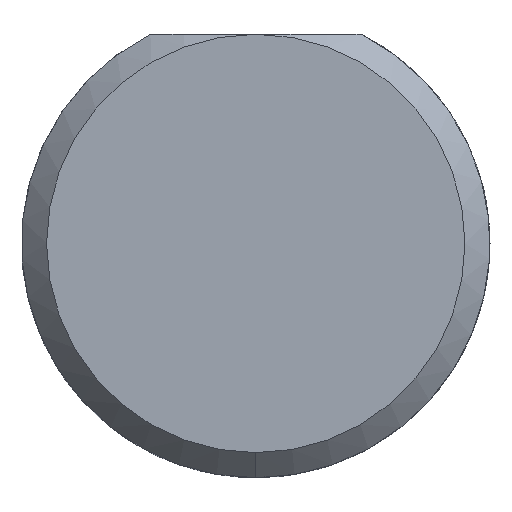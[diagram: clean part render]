
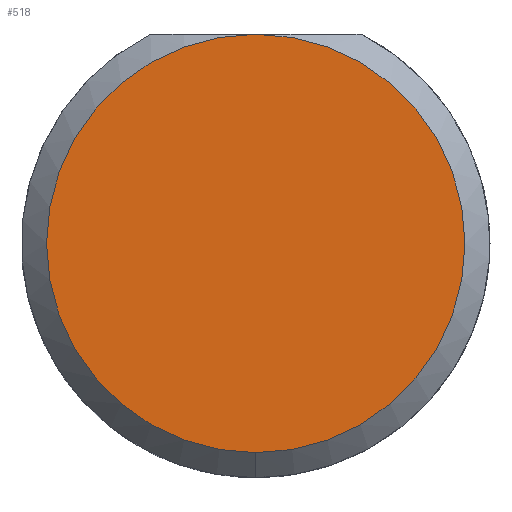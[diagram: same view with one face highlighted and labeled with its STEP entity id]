
A CAD part, left-side view. The second image highlights one B-rep face of the part: STEP entity #518.
In plain terms, the highlighted planar face has unit normal (-1, 0, 0).
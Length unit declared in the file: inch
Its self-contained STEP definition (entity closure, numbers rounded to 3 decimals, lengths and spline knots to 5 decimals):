
#84 = ORIENTED_EDGE ( 'NONE', *, *, #774, .T. ) ;
#159 = ORIENTED_EDGE ( 'NONE', *, *, #848, .T. ) ;
#180 = EDGE_LOOP ( 'NONE', ( #84, #159 ) ) ;
#236 = VERTEX_POINT ( 'NONE', #499 ) ;
#286 = FACE_OUTER_BOUND ( 'NONE', #180, .T. ) ;
#318 = DIRECTION ( 'NONE',  ( -1., 0., 0. ) ) ;
#353 = DIRECTION ( 'NONE',  ( 0., 0., -1. ) ) ;
#392 = CARTESIAN_POINT ( 'NONE',  ( 0., 0., 0. ) ) ;
#425 = PLANE ( 'NONE',  #669 ) ;
#428 = DIRECTION ( 'NONE',  ( 0., 0., -1. ) ) ;
#499 = CARTESIAN_POINT ( 'NONE',  ( 0., 0., 0.0836 ) ) ;
#511 = CIRCLE ( 'NONE', #592, 0.0836 ) ;
#518 = ADVANCED_FACE ( 'NONE', ( #286 ), #425, .F. ) ;
#581 = DIRECTION ( 'NONE',  ( 1., 0., 0. ) ) ;
#592 = AXIS2_PLACEMENT_3D ( 'NONE', #830, #836, #353 ) ;
#669 = AXIS2_PLACEMENT_3D ( 'NONE', #783, #581, #428 ) ;
#690 = VERTEX_POINT ( 'NONE', #731 ) ;
#718 = CIRCLE ( 'NONE', #789, 0.0836 ) ;
#731 = CARTESIAN_POINT ( 'NONE',  ( 0., 0., -0.0836 ) ) ;
#774 = EDGE_CURVE ( 'NONE', #236, #690, #718, .T. ) ;
#783 = CARTESIAN_POINT ( 'NONE',  ( 0., 0., 0. ) ) ;
#789 = AXIS2_PLACEMENT_3D ( 'NONE', #392, #318, #869 ) ;
#830 = CARTESIAN_POINT ( 'NONE',  ( 0., 0., 0. ) ) ;
#836 = DIRECTION ( 'NONE',  ( -1., 0., 0. ) ) ;
#848 = EDGE_CURVE ( 'NONE', #690, #236, #511, .T. ) ;
#869 = DIRECTION ( 'NONE',  ( 0., 0., -1. ) ) ;
